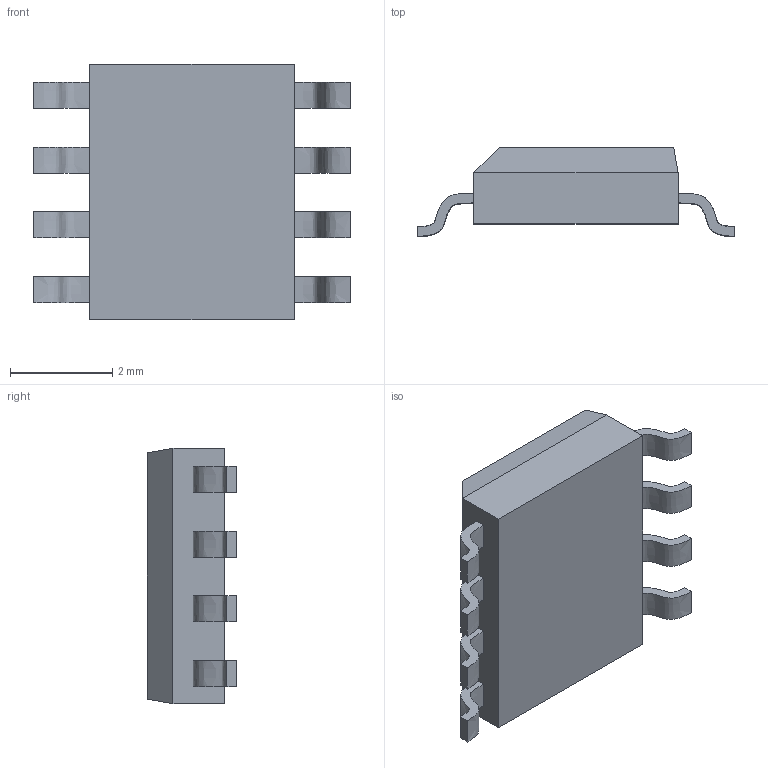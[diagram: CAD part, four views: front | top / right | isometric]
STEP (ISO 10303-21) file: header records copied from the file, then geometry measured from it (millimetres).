
FILE_DESCRIPTION (( 'STEP AP214' ), '1' );
FILE_NAME ('User Library-si9986.STEP', '2019-11-25T05:02:13', ( '' ), ( '' ), 'SwSTEP 2.0', 'SolidWorks 2019', '' );
FILE_SCHEMA (( 'AUTOMOTIVE_DESIGN' ));
Length unit declared in the file: millimetre
Products named in the file (1): User Library-si9986
Bounding box: 6.2 x 1.75 x 5 mm (x, y, z)
Volume: 30.2 mm3; surface area: 80.3 mm2
Topology: 1 solids, 1 shells, 193 faces, 451 edges, 287 vertices
Faces by surface type: bspline 100, plane 93
Entity records: 11234 total; most frequent: CARTESIAN_POINT 5372, ORIENTED_EDGE 902, EDGE_CURVE 451, DIRECTION 439, VERTEX_POINT 287, LINE 251, VECTOR 251, EDGE_LOOP 220
